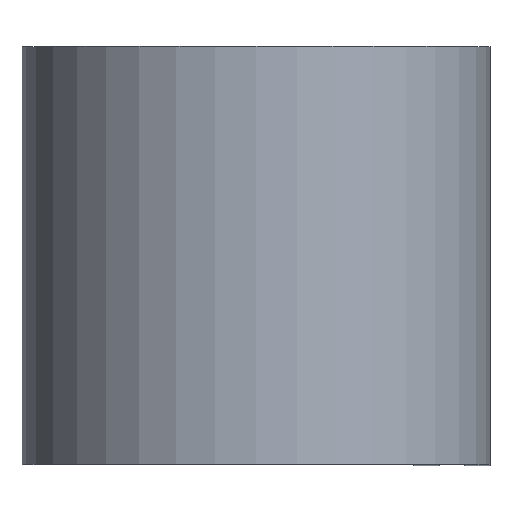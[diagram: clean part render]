
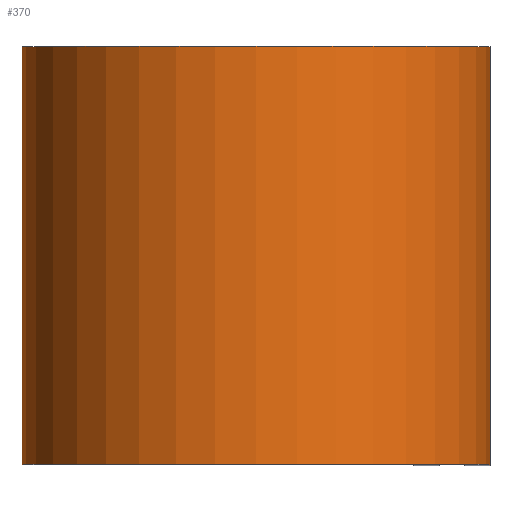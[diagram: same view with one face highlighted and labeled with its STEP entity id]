
A CAD part, top view. The second image highlights one B-rep face of the part: STEP entity #370.
In plain terms, the highlighted cylindrical face has radius 14.224 mm (diameter 28.448 mm), a partial arc.
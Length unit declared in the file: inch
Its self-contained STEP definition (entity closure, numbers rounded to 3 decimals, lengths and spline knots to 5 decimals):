
#19 = VERTEX_POINT ( 'NONE', #518 ) ;
#33 = EDGE_LOOP ( 'NONE', ( #402, #625, #74, #573 ) ) ;
#43 = VERTEX_POINT ( 'NONE', #411 ) ;
#60 = CARTESIAN_POINT ( 'NONE',  ( 0., 0.5, 0. ) ) ;
#74 = ORIENTED_EDGE ( 'NONE', *, *, #576, .F. ) ;
#80 = AXIS2_PLACEMENT_3D ( 'NONE', #60, #350, #464 ) ;
#114 = CIRCLE ( 'NONE', #392, 0.56 ) ;
#166 = VERTEX_POINT ( 'NONE', #374 ) ;
#174 = DIRECTION ( 'NONE',  ( 0., 1., 0. ) ) ;
#245 = EDGE_CURVE ( 'NONE', #19, #166, #114, .T. ) ;
#268 = DIRECTION ( 'NONE',  ( 0., -1., 0. ) ) ;
#290 = CARTESIAN_POINT ( 'NONE',  ( 0., -0.5, 0. ) ) ;
#350 = DIRECTION ( 'NONE',  ( 0., -1., 0. ) ) ;
#363 = VECTOR ( 'NONE', #268, 39.37008 ) ;
#364 = CYLINDRICAL_SURFACE ( 'NONE', #80, 0.56 ) ;
#369 = CARTESIAN_POINT ( 'NONE',  ( 0.56, 0.5, 0. ) ) ;
#370 = ADVANCED_FACE ( 'NONE', ( #417 ), #364, .T. ) ;
#374 = CARTESIAN_POINT ( 'NONE',  ( 0.56, -0.5, 0. ) ) ;
#392 = AXIS2_PLACEMENT_3D ( 'NONE', #290, #627, #588 ) ;
#395 = CARTESIAN_POINT ( 'NONE',  ( 0.56, 0.5, 0. ) ) ;
#402 = ORIENTED_EDGE ( 'NONE', *, *, #245, .T. ) ;
#411 = CARTESIAN_POINT ( 'NONE',  ( 0., 0.5, -0.56 ) ) ;
#417 = FACE_OUTER_BOUND ( 'NONE', #33, .T. ) ;
#430 = EDGE_CURVE ( 'NONE', #43, #19, #575, .T. ) ;
#447 = CARTESIAN_POINT ( 'NONE',  ( 0., 0.5, 0. ) ) ;
#464 = DIRECTION ( 'NONE',  ( 0., 0., -1. ) ) ;
#468 = CIRCLE ( 'NONE', #470, 0.56 ) ;
#470 = AXIS2_PLACEMENT_3D ( 'NONE', #447, #174, #497 ) ;
#471 = EDGE_CURVE ( 'NONE', #546, #166, #556, .T. ) ;
#497 = DIRECTION ( 'NONE',  ( 1., 0., 0. ) ) ;
#513 = CARTESIAN_POINT ( 'NONE',  ( 0., 0.5, -0.56 ) ) ;
#518 = CARTESIAN_POINT ( 'NONE',  ( 0., -0.5, -0.56 ) ) ;
#546 = VERTEX_POINT ( 'NONE', #369 ) ;
#556 = LINE ( 'NONE', #395, #363 ) ;
#561 = DIRECTION ( 'NONE',  ( 0., -1., 0. ) ) ;
#566 = VECTOR ( 'NONE', #561, 39.37008 ) ;
#573 = ORIENTED_EDGE ( 'NONE', *, *, #430, .T. ) ;
#575 = LINE ( 'NONE', #513, #566 ) ;
#576 = EDGE_CURVE ( 'NONE', #43, #546, #468, .T. ) ;
#588 = DIRECTION ( 'NONE',  ( 1., 0., 0. ) ) ;
#625 = ORIENTED_EDGE ( 'NONE', *, *, #471, .F. ) ;
#627 = DIRECTION ( 'NONE',  ( 0., 1., 0. ) ) ;
